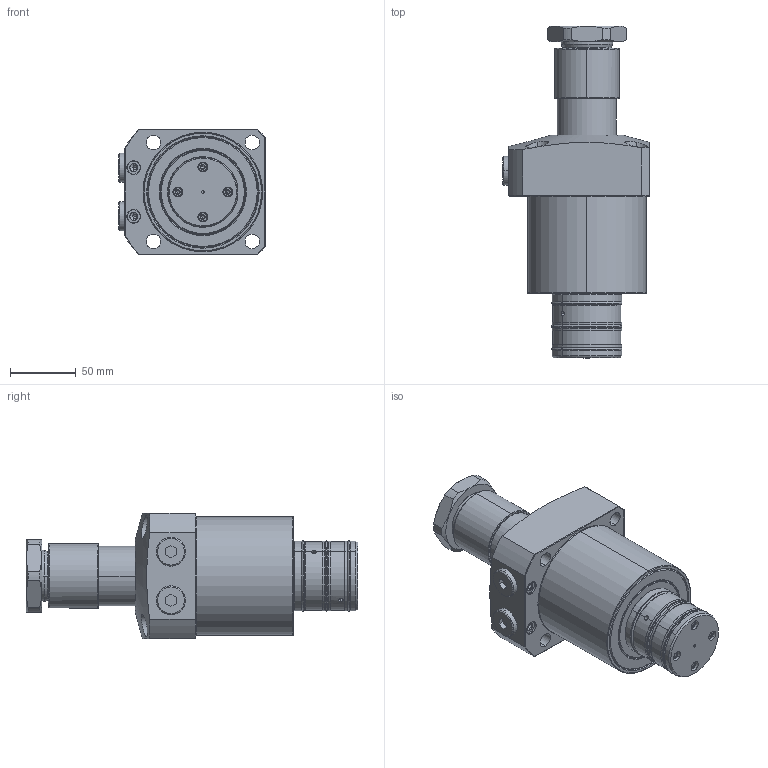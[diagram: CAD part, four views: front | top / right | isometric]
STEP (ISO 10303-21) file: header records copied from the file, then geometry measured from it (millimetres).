
FILE_DESCRIPTION (( 'STEP AP203' ), '1' );
FILE_NAME ('LHA0900-CLM.STEP', '2018-12-15T06:00:27', ( '微软用户' ), ( '微软中国' ), 'SwSTEP 2.0', 'SolidWorks 2012', '' );
FILE_SCHEMA (( 'CONFIG_CONTROL_DESIGN' ));
Length unit declared in the file: millimetre
Products named in the file (10): Gȼ__8; LHA0750-玅帡椔溹; 6妏寠晅无倌_M4(45); LHA0900-CLM; LHA0900-槭暌溛(蹬怮椔); LHA0900-咂衝椳紕_蹬怮椔); LHA0900-D菛巍; LHA0900-楓羔筳; LHA0900-ů_; LHA0900-簸忣諍匏_
Assembly tree (13 placements, depth 2):
  LHA0900-CLM
    LHA0900-槭暌溛(蹬怮椔)
    LHA0900-咂衝椳紕_蹬怮椔)
    LHA0900-D菛巍
    LHA0900-楓羔筳
    LHA0900-ů_
    LHA0900-簸忣諍匏_
    Gȼ__8  x2
    LHA0750-玅帡椔溹
    6妏寠晅无倌_M4(45)  x4
Bounding box: 111.5 x 252 x 95 mm (x, y, z)
Volume: 1132224.6 mm3; surface area: 135977.2 mm2
Topology: 16 solids, 16 shells, 515 faces, 1110 edges, 653 vertices
Faces by surface type: plane 171, cylinder 159, cone 109, torus 74, sphere 2
Entity records: 13709 total; most frequent: CARTESIAN_POINT 3222, DIRECTION 2118, ORIENTED_EDGE 1832, EDGE_CURVE 916, AXIS2_PLACEMENT_3D 903, VERTEX_POINT 560, CIRCLE 478, EDGE_LOOP 474
